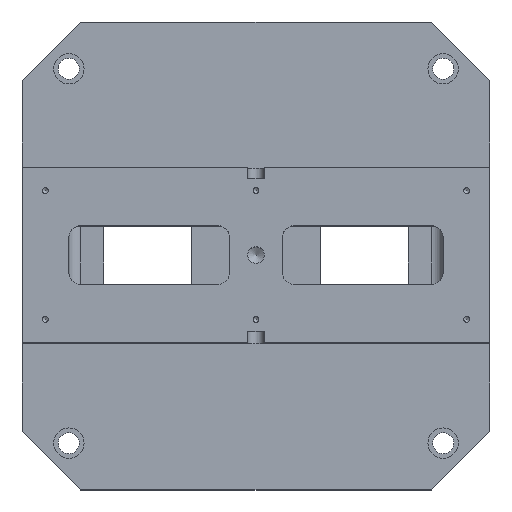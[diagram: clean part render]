
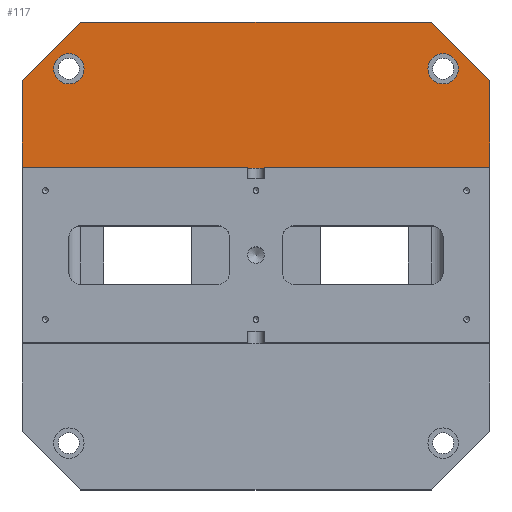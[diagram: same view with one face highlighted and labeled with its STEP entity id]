
A CAD part, top view. The second image highlights one B-rep face of the part: STEP entity #117.
In plain terms, the highlighted planar face has unit normal (0, 0, 1).
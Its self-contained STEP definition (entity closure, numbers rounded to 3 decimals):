
#117 = ADVANCED_FACE( '', ( #484, #485, #486 ), #487, .F. );
#484 = FACE_BOUND( '', #1154, .T. );
#485 = FACE_BOUND( '', #1155, .T. );
#486 = FACE_OUTER_BOUND( '', #1156, .T. );
#487 = PLANE( '', #1157 );
#1154 = EDGE_LOOP( '', ( #2312 ) );
#1155 = EDGE_LOOP( '', ( #2313 ) );
#1156 = EDGE_LOOP( '', ( #2314, #2315, #2316, #2317, #2318, #2319 ) );
#1157 = AXIS2_PLACEMENT_3D( '', #2320, #2321, #2322 );
#2312 = ORIENTED_EDGE( '', *, *, #4583, .T. );
#2313 = ORIENTED_EDGE( '', *, *, #4584, .T. );
#2314 = ORIENTED_EDGE( '', *, *, #4585, .T. );
#2315 = ORIENTED_EDGE( '', *, *, #4586, .T. );
#2316 = ORIENTED_EDGE( '', *, *, #4445, .T. );
#2317 = ORIENTED_EDGE( '', *, *, #4264, .F. );
#2318 = ORIENTED_EDGE( '', *, *, #4544, .T. );
#2319 = ORIENTED_EDGE( '', *, *, #4587, .T. );
#2320 = CARTESIAN_POINT( '', ( -200., 200., 50. ) );
#2321 = DIRECTION( '', ( 0., 0., -1. ) );
#2322 = DIRECTION( '', ( -1., 0., 0. ) );
#4264 = EDGE_CURVE( '', #5104, #5106, #5107, .T. );
#4445 = EDGE_CURVE( '', #5445, #5106, #5446, .T. );
#4544 = EDGE_CURVE( '', #5104, #5629, #5631, .T. );
#4583 = EDGE_CURVE( '', #5704, #5704, #5705, .T. );
#4584 = EDGE_CURVE( '', #5706, #5706, #5707, .T. );
#4585 = EDGE_CURVE( '', #5708, #5709, #5710, .T. );
#4586 = EDGE_CURVE( '', #5709, #5445, #5711, .F. );
#4587 = EDGE_CURVE( '', #5629, #5708, #5712, .F. );
#5104 = VERTEX_POINT( '', #6416 );
#5106 = VERTEX_POINT( '', #6419 );
#5107 = LINE( '', #6420, #6421 );
#5445 = VERTEX_POINT( '', #6926 );
#5446 = LINE( '', #6927, #6928 );
#5629 = VERTEX_POINT( '', #7207 );
#5631 = LINE( '', #7210, #7211 );
#5704 = VERTEX_POINT( '', #7322 );
#5705 = CIRCLE( '', #7323, 13. );
#5706 = VERTEX_POINT( '', #7324 );
#5707 = CIRCLE( '', #7325, 13. );
#5708 = VERTEX_POINT( '', #7326 );
#5709 = VERTEX_POINT( '', #7327 );
#5710 = LINE( '', #7328, #7329 );
#5711 = LINE( '', #7330, #7331 );
#5712 = LINE( '', #7332, #7333 );
#6416 = CARTESIAN_POINT( '', ( 200., 75., 50. ) );
#6419 = CARTESIAN_POINT( '', ( -200., 75., 50. ) );
#6420 = CARTESIAN_POINT( '', ( -200., 75., 50. ) );
#6421 = VECTOR( '', #8192, 1000. );
#6926 = CARTESIAN_POINT( '', ( -200., 150., 50. ) );
#6927 = CARTESIAN_POINT( '', ( -200., 200., 50. ) );
#6928 = VECTOR( '', #8399, 1000. );
#7207 = CARTESIAN_POINT( '', ( 200., 150., 50. ) );
#7210 = CARTESIAN_POINT( '', ( 200., -200., 50. ) );
#7211 = VECTOR( '', #8500, 1000. );
#7322 = CARTESIAN_POINT( '', ( -160., 147., 50. ) );
#7323 = AXIS2_PLACEMENT_3D( '', #8539, #8540, #8541 );
#7324 = CARTESIAN_POINT( '', ( 160., 147., 50. ) );
#7325 = AXIS2_PLACEMENT_3D( '', #8542, #8543, #8544 );
#7326 = CARTESIAN_POINT( '', ( 150., 200., 50. ) );
#7327 = CARTESIAN_POINT( '', ( -150., 200., 50. ) );
#7328 = CARTESIAN_POINT( '', ( 200., 200., 50. ) );
#7329 = VECTOR( '', #8545, 1000. );
#7330 = CARTESIAN_POINT( '', ( -200., 150., 50. ) );
#7331 = VECTOR( '', #8546, 1000. );
#7332 = CARTESIAN_POINT( '', ( 150., 200., 50. ) );
#7333 = VECTOR( '', #8547, 1000. );
#8192 = DIRECTION( '', ( -1., 0., 0. ) );
#8399 = DIRECTION( '', ( 0., -1., 0. ) );
#8500 = DIRECTION( '', ( 0., 1., 0. ) );
#8539 = CARTESIAN_POINT( '', ( -160., 160., 50. ) );
#8540 = DIRECTION( '', ( 0., 0., -1. ) );
#8541 = DIRECTION( '', ( 0., -1., 0. ) );
#8542 = CARTESIAN_POINT( '', ( 160., 160., 50. ) );
#8543 = DIRECTION( '', ( 0., 0., -1. ) );
#8544 = DIRECTION( '', ( 0., -1., 0. ) );
#8545 = DIRECTION( '', ( -1., 0., 0. ) );
#8546 = DIRECTION( '', ( 0.707, 0.707, 0. ) );
#8547 = DIRECTION( '', ( 0.707, -0.707, 0. ) );
